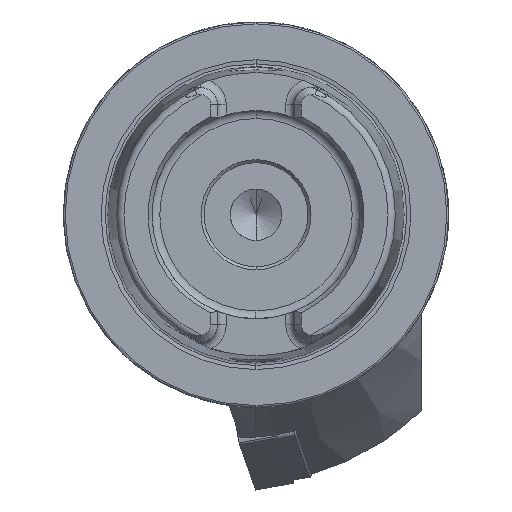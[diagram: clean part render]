
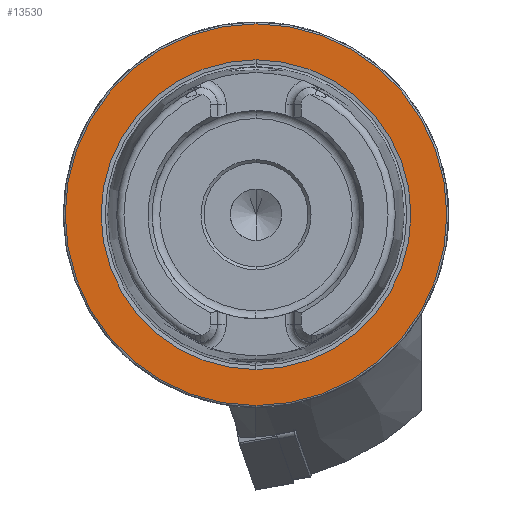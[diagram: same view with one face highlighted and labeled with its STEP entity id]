
A CAD part, left-side view. The second image highlights one B-rep face of the part: STEP entity #13530.
In plain terms, the highlighted planar face has unit normal (-1, 0, 0).
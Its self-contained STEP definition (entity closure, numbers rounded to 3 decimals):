
#577 = EDGE_LOOP ( 'NONE', ( #2798, #2799 ) ) ;
#584 = EDGE_LOOP ( 'NONE', ( #2796, #2797 ) ) ;
#1181 = EDGE_CURVE ( 'NONE', #2499, #2500, #5372, .T. ) ;
#1185 = EDGE_CURVE ( 'NONE', #2492, #2497, #5376, .T. ) ;
#2492 = VERTEX_POINT ( 'NONE', #7209 ) ;
#2497 = VERTEX_POINT ( 'NONE', #7214 ) ;
#2499 = VERTEX_POINT ( 'NONE', #7216 ) ;
#2500 = VERTEX_POINT ( 'NONE', #7217 ) ;
#2796 = ORIENTED_EDGE ( 'NONE', *, *, #12048, .F. ) ;
#2797 = ORIENTED_EDGE ( 'NONE', *, *, #1185, .F. ) ;
#2798 = ORIENTED_EDGE ( 'NONE', *, *, #1181, .T. ) ;
#2799 = ORIENTED_EDGE ( 'NONE', *, *, #12049, .T. ) ;
#5372 = CIRCLE ( 'NONE', #6545, 31.2 ) ;
#5376 = CIRCLE ( 'NONE', #6548, 25.324 ) ;
#5790 = CARTESIAN_POINT ( 'NONE',  ( 0., 0., 0. ) ) ;
#5791 = DIRECTION ( 'NONE',  ( -1., 0., 0. ) ) ;
#5792 = DIRECTION ( 'NONE',  ( 0., 0., 1. ) ) ;
#5802 = CARTESIAN_POINT ( 'NONE',  ( 0., 0., 0. ) ) ;
#5803 = DIRECTION ( 'NONE',  ( -1., 0., 0. ) ) ;
#5804 = DIRECTION ( 'NONE',  ( 0., 0., 1. ) ) ;
#6545 = AXIS2_PLACEMENT_3D ( 'NONE', #5790, #5791, #5792 ) ;
#6548 = AXIS2_PLACEMENT_3D ( 'NONE', #5802, #5803, #5804 ) ;
#6771 = AXIS2_PLACEMENT_3D ( 'NONE', #7863, #7864, #7865 ) ;
#6772 = AXIS2_PLACEMENT_3D ( 'NONE', #7866, #7867, #7868 ) ;
#7209 = CARTESIAN_POINT ( 'NONE',  ( 0., 0., -25.324 ) ) ;
#7214 = CARTESIAN_POINT ( 'NONE',  ( 0., 0., 25.324 ) ) ;
#7216 = CARTESIAN_POINT ( 'NONE',  ( 0., 0., 31.2 ) ) ;
#7217 = CARTESIAN_POINT ( 'NONE',  ( 0., 0., -31.2 ) ) ;
#7863 = CARTESIAN_POINT ( 'NONE',  ( 0., 0., 0. ) ) ;
#7864 = DIRECTION ( 'NONE',  ( -1., 0., 0. ) ) ;
#7865 = DIRECTION ( 'NONE',  ( 0., 0., 1. ) ) ;
#7866 = CARTESIAN_POINT ( 'NONE',  ( 0., 0., 0. ) ) ;
#7867 = DIRECTION ( 'NONE',  ( -1., 0., 0. ) ) ;
#7868 = DIRECTION ( 'NONE',  ( 0., 0., 1. ) ) ;
#8124 = CIRCLE ( 'NONE', #6771, 25.324 ) ;
#8125 = CIRCLE ( 'NONE', #6772, 31.2 ) ;
#9106 = AXIS2_PLACEMENT_3D ( 'NONE', #11225, #11230, #11231 ) ;
#10712 = FACE_BOUND ( 'NONE', #584, .T. ) ;
#10723 = FACE_OUTER_BOUND ( 'NONE', #577, .T. ) ;
#11225 = CARTESIAN_POINT ( 'NONE',  ( 0., 31.2, 0. ) ) ;
#11228 = PLANE ( 'NONE',  #9106 ) ;
#11230 = DIRECTION ( 'NONE',  ( 1., 0., 0. ) ) ;
#11231 = DIRECTION ( 'NONE',  ( 0., 0., -1. ) ) ;
#12048 = EDGE_CURVE ( 'NONE', #2497, #2492, #8124, .T. ) ;
#12049 = EDGE_CURVE ( 'NONE', #2500, #2499, #8125, .T. ) ;
#13530 = ADVANCED_FACE ( 'NONE', ( #10712, #10723 ), #11228, .F. ) ;
